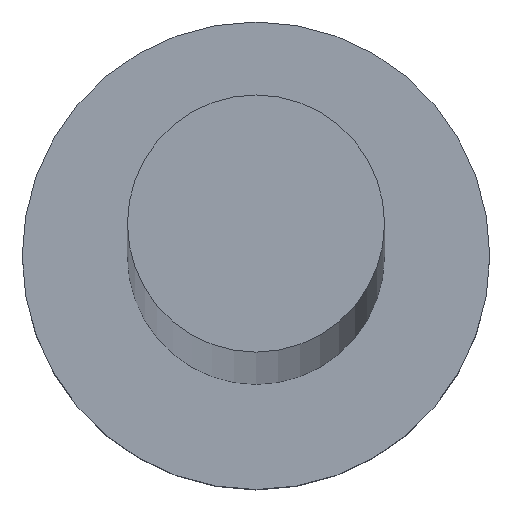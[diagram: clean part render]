
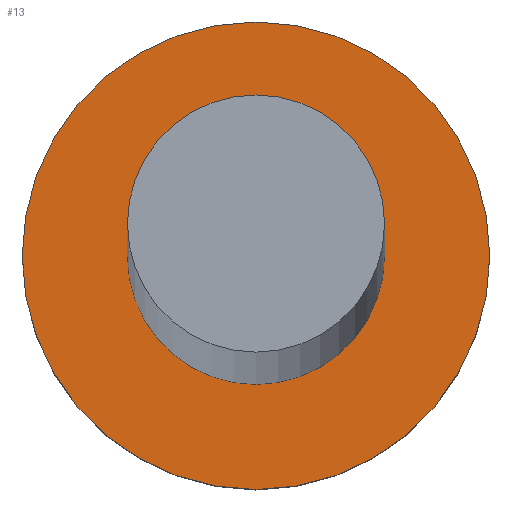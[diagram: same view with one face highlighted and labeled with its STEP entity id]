
A CAD part, top view. The second image highlights one B-rep face of the part: STEP entity #13.
In plain terms, the highlighted planar face has unit normal (0, 0, 1).
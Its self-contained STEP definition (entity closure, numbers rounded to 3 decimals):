
#2 = EDGE_CURVE ( 'NONE', #178, #24, #165, .T. ) ;
#10 = DIRECTION ( 'NONE',  ( 1., 0., 0. ) ) ;
#13 = ADVANCED_FACE ( 'NONE', ( #105, #125 ), #183, .T. ) ;
#14 = CARTESIAN_POINT ( 'NONE',  ( 0., 0., 2. ) ) ;
#18 = CARTESIAN_POINT ( 'NONE',  ( 2., 0., 2. ) ) ;
#24 = VERTEX_POINT ( 'NONE', #104 ) ;
#31 = CARTESIAN_POINT ( 'NONE',  ( -1.1, 0., 2. ) ) ;
#42 = EDGE_LOOP ( 'NONE', ( #133, #212 ) ) ;
#51 = AXIS2_PLACEMENT_3D ( 'NONE', #167, #69, #245 ) ;
#52 = DIRECTION ( 'NONE',  ( 1., 0., 0. ) ) ;
#63 = AXIS2_PLACEMENT_3D ( 'NONE', #14, #211, #90 ) ;
#64 = VERTEX_POINT ( 'NONE', #31 ) ;
#67 = CARTESIAN_POINT ( 'NONE',  ( 0., 0., 2. ) ) ;
#69 = DIRECTION ( 'NONE',  ( 0., 0., 1. ) ) ;
#70 = CARTESIAN_POINT ( 'NONE',  ( 0., 0., 2. ) ) ;
#90 = DIRECTION ( 'NONE',  ( 1., 0., 0. ) ) ;
#97 = AXIS2_PLACEMENT_3D ( 'NONE', #67, #117, #10 ) ;
#104 = CARTESIAN_POINT ( 'NONE',  ( -2., 0., 2. ) ) ;
#105 = FACE_BOUND ( 'NONE', #137, .T. ) ;
#117 = DIRECTION ( 'NONE',  ( 0., 0., 1. ) ) ;
#125 = FACE_OUTER_BOUND ( 'NONE', #42, .T. ) ;
#128 = CARTESIAN_POINT ( 'NONE',  ( 1.1, 0., 2. ) ) ;
#133 = ORIENTED_EDGE ( 'NONE', *, *, #214, .T. ) ;
#137 = EDGE_LOOP ( 'NONE', ( #234, #180 ) ) ;
#138 = AXIS2_PLACEMENT_3D ( 'NONE', #185, #243, #143 ) ;
#143 = DIRECTION ( 'NONE',  ( 1., 0., 0. ) ) ;
#152 = CIRCLE ( 'NONE', #184, 1.1 ) ;
#153 = EDGE_CURVE ( 'NONE', #64, #186, #242, .T. ) ;
#165 = CIRCLE ( 'NONE', #138, 2. ) ;
#167 = CARTESIAN_POINT ( 'NONE',  ( 0., 0., 2. ) ) ;
#172 = EDGE_CURVE ( 'NONE', #186, #64, #152, .T. ) ;
#178 = VERTEX_POINT ( 'NONE', #18 ) ;
#180 = ORIENTED_EDGE ( 'NONE', *, *, #172, .F. ) ;
#183 = PLANE ( 'NONE',  #97 ) ;
#184 = AXIS2_PLACEMENT_3D ( 'NONE', #70, #210, #52 ) ;
#185 = CARTESIAN_POINT ( 'NONE',  ( 0., 0., 2. ) ) ;
#186 = VERTEX_POINT ( 'NONE', #128 ) ;
#202 = CIRCLE ( 'NONE', #63, 2. ) ;
#210 = DIRECTION ( 'NONE',  ( 0., 0., 1. ) ) ;
#211 = DIRECTION ( 'NONE',  ( 0., 0., 1. ) ) ;
#212 = ORIENTED_EDGE ( 'NONE', *, *, #2, .T. ) ;
#214 = EDGE_CURVE ( 'NONE', #24, #178, #202, .T. ) ;
#234 = ORIENTED_EDGE ( 'NONE', *, *, #153, .F. ) ;
#242 = CIRCLE ( 'NONE', #51, 1.1 ) ;
#243 = DIRECTION ( 'NONE',  ( 0., 0., 1. ) ) ;
#245 = DIRECTION ( 'NONE',  ( 1., 0., 0. ) ) ;
